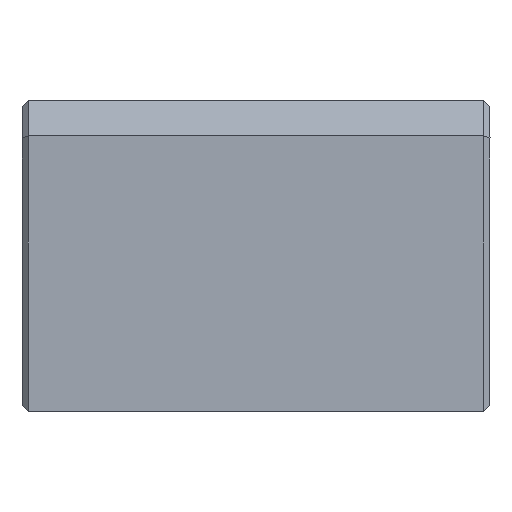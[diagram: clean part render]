
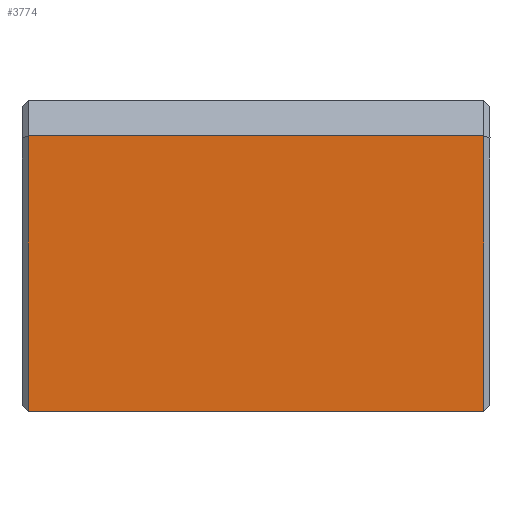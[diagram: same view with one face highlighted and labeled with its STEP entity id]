
A CAD part, left-side view. The second image highlights one B-rep face of the part: STEP entity #3774.
In plain terms, the highlighted planar face has unit normal (-1, 0, 0).
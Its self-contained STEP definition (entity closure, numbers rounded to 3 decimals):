
#566=FACE_OUTER_BOUND('',#805,.T.);
#805=EDGE_LOOP('',(#3290,#3291,#3292,#3293));
#1114=LINE('',#7438,#1433);
#1115=LINE('',#7440,#1434);
#1116=LINE('',#7442,#1435);
#1117=LINE('',#7443,#1436);
#1433=VECTOR('',#4435,21.59);
#1434=VECTOR('',#4436,13.078);
#1435=VECTOR('',#4437,21.59);
#1436=VECTOR('',#4438,13.078);
#1831=VERTEX_POINT('',#7436);
#1832=VERTEX_POINT('',#7437);
#1833=VERTEX_POINT('',#7439);
#1834=VERTEX_POINT('',#7441);
#2328=EDGE_CURVE('',#1831,#1832,#1114,.T.);
#2329=EDGE_CURVE('',#1831,#1833,#1115,.T.);
#2330=EDGE_CURVE('',#1833,#1834,#1116,.T.);
#2331=EDGE_CURVE('',#1834,#1832,#1117,.T.);
#3290=ORIENTED_EDGE('',*,*,#2328,.F.);
#3291=ORIENTED_EDGE('',*,*,#2329,.T.);
#3292=ORIENTED_EDGE('',*,*,#2330,.T.);
#3293=ORIENTED_EDGE('',*,*,#2331,.T.);
#3580=PLANE('',#3934);
#3774=ADVANCED_FACE('',(#566),#3580,.F.);
#3934=AXIS2_PLACEMENT_3D('',#7435,#4433,#4434);
#4433=DIRECTION('center_axis',(1.,0.,0.));
#4434=DIRECTION('ref_axis',(0.,0.,-1.));
#4435=DIRECTION('',(0.,-1.,0.));
#4436=DIRECTION('',(0.,0.,-1.));
#4437=DIRECTION('',(0.,-1.,0.));
#4438=DIRECTION('',(0.,0.,1.));
#7435=CARTESIAN_POINT('Origin',(-16.681,49.336,49.256));
#7436=CARTESIAN_POINT('',(-16.681,15.509,60.832));
#7437=CARTESIAN_POINT('',(-16.681,-6.081,60.832));
#7438=CARTESIAN_POINT('',(-16.681,15.509,60.832));
#7439=CARTESIAN_POINT('',(-16.681,15.509,47.753));
#7440=CARTESIAN_POINT('',(-16.681,15.509,60.832));
#7441=CARTESIAN_POINT('',(-16.681,-6.081,47.753));
#7442=CARTESIAN_POINT('',(-16.681,15.509,47.753));
#7443=CARTESIAN_POINT('',(-16.681,-6.081,47.753));
